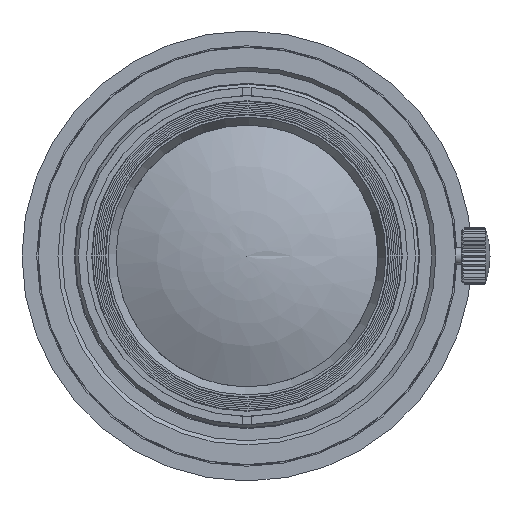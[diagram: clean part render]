
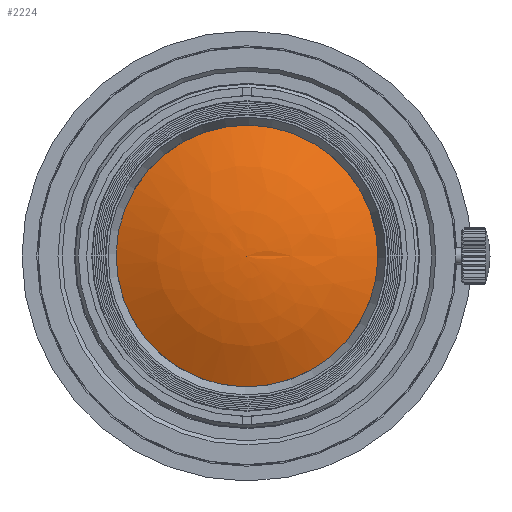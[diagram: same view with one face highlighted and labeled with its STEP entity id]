
A CAD part, left-side view. The second image highlights one B-rep face of the part: STEP entity #2224.
In plain terms, the highlighted face is a revolution surface.
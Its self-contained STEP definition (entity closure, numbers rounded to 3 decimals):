
#109=SURFACE_OF_REVOLUTION('',#293,#111);
#111=AXIS1_PLACEMENT('',#12559,#10304);
#115=VERTEX_LOOP('',#6562);
#292=B_SPLINE_CURVE_WITH_KNOTS('',3,(#12534,#12535,#12536,#12537,#12538,
#12539,#12540,#12541,#12542,#12543,#12544,#12545,#12546,#12547,#12548,#12549,
#12550,#12551),.UNSPECIFIED.,.T.,.F.,(2,2,2,2,2,2,2,2,2,2,2),(-0.125,0.,
0.125,0.25,0.375,0.5,0.625,0.75,0.875,1.,1.125),.UNSPECIFIED.);
#293=B_SPLINE_CURVE_WITH_KNOTS('',3,(#12554,#12555,#12556,#12557,#12558),
 .UNSPECIFIED.,.F.,.F.,(4,1,4),(0.,0.524,1.),.UNSPECIFIED.);
#2224=ADVANCED_FACE('',(#2638,#2639),#109,.F.);
#2638=FACE_BOUND('',#3194,.T.);
#2639=FACE_BOUND('',#115,.T.);
#3194=EDGE_LOOP('',(#4390));
#4390=ORIENTED_EDGE('',*,*,#7873,.F.);
#6561=VERTEX_POINT('',#12552);
#6562=VERTEX_POINT('',#12553);
#7873=EDGE_CURVE('',#6561,#6561,#292,.T.);
#10304=DIRECTION('',(-1.,0.,0.));
#12534=CARTESIAN_POINT('',(-190.316,4.338,16.571));
#12535=CARTESIAN_POINT('',(-190.316,-4.338,16.571));
#12536=CARTESIAN_POINT('',(-190.316,-8.65,14.785));
#12537=CARTESIAN_POINT('',(-190.316,-14.785,8.65));
#12538=CARTESIAN_POINT('',(-190.316,-16.571,4.338));
#12539=CARTESIAN_POINT('',(-190.316,-16.571,-4.338));
#12540=CARTESIAN_POINT('',(-190.316,-14.785,-8.65));
#12541=CARTESIAN_POINT('',(-190.316,-8.65,-14.785));
#12542=CARTESIAN_POINT('',(-190.316,-4.338,-16.571));
#12543=CARTESIAN_POINT('',(-190.316,4.338,-16.571));
#12544=CARTESIAN_POINT('',(-190.316,8.65,-14.785));
#12545=CARTESIAN_POINT('',(-190.316,14.785,-8.65));
#12546=CARTESIAN_POINT('',(-190.316,16.571,-4.338));
#12547=CARTESIAN_POINT('',(-190.316,16.571,4.338));
#12548=CARTESIAN_POINT('',(-190.316,14.785,8.65));
#12549=CARTESIAN_POINT('',(-190.316,8.65,14.785));
#12550=CARTESIAN_POINT('',(-190.316,4.338,16.571));
#12551=CARTESIAN_POINT('',(-190.316,-4.338,16.571));
#12552=CARTESIAN_POINT('',(-190.313,0.,16.57));
#12553=CARTESIAN_POINT('',(-194.328,0.,0.));
#12554=CARTESIAN_POINT('',(-194.328,0.,0.));
#12555=CARTESIAN_POINT('',(-194.328,-2.896,0.));
#12556=CARTESIAN_POINT('',(-193.673,-8.419,0.));
#12557=CARTESIAN_POINT('',(-191.666,-13.941,0.));
#12558=CARTESIAN_POINT('',(-190.31,-16.568,0.));
#12559=CARTESIAN_POINT('',(-194.328,0.,0.));
